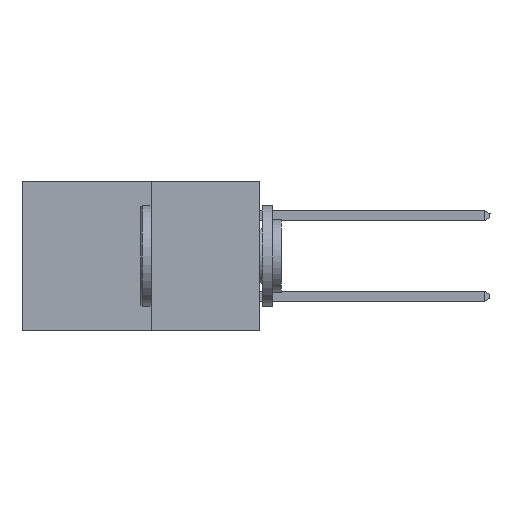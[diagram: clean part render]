
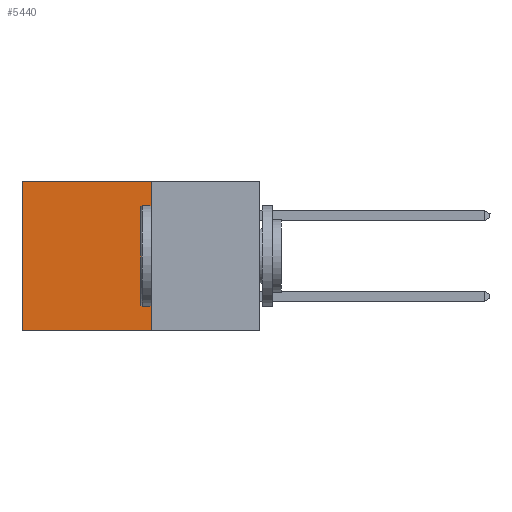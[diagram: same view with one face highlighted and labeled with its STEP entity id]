
A CAD part, left-side view. The second image highlights one B-rep face of the part: STEP entity #5440.
In plain terms, the highlighted planar face has unit normal (-1, 0, 0).
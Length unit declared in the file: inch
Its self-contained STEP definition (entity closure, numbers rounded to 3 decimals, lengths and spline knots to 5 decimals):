
#58 = DIRECTION ( 'NONE',  ( 1., 0., 0. ) ) ;
#107 = DIRECTION ( 'NONE',  ( 0., 1., 0. ) ) ;
#121 = EDGE_CURVE ( 'NONE', #6399, #6742, #2453, .T. ) ;
#2453 = LINE ( 'NONE', #9850, #5006 ) ;
#2575 = CARTESIAN_POINT ( 'NONE',  ( 0.277, 0.59, 0. ) ) ;
#2956 = ORIENTED_EDGE ( 'NONE', *, *, #121, .T. ) ;
#3303 = ORIENTED_EDGE ( 'NONE', *, *, #7482, .F. ) ;
#4702 = EDGE_CURVE ( 'NONE', #7404, #10505, #7792, .T. ) ;
#5006 = VECTOR ( 'NONE', #9815, 39.37008 ) ;
#5385 = EDGE_CURVE ( 'NONE', #7404, #6399, #11426, .T. ) ;
#5440 = ADVANCED_FACE ( 'NONE', ( #13182 ), #11756, .F. ) ;
#6399 = VERTEX_POINT ( 'NONE', #2575 ) ;
#6414 = CARTESIAN_POINT ( 'NONE',  ( 0.277, 0.59, -0.37 ) ) ;
#6539 = CARTESIAN_POINT ( 'NONE',  ( 0.277, 0.27, -0.37 ) ) ;
#6742 = VERTEX_POINT ( 'NONE', #6414 ) ;
#7404 = VERTEX_POINT ( 'NONE', #7467 ) ;
#7467 = CARTESIAN_POINT ( 'NONE',  ( 0.277, 0.27, 0. ) ) ;
#7482 = EDGE_CURVE ( 'NONE', #10505, #6742, #10233, .T. ) ;
#7562 = DIRECTION ( 'NONE',  ( 0., 0., -1. ) ) ;
#7792 = LINE ( 'NONE', #7964, #10314 ) ;
#7964 = CARTESIAN_POINT ( 'NONE',  ( 0.277, 0.27, -0.37 ) ) ;
#8488 = EDGE_LOOP ( 'NONE', ( #2956, #3303, #9639, #12721 ) ) ;
#9603 = CARTESIAN_POINT ( 'NONE',  ( 0.277, 0.27, 0. ) ) ;
#9639 = ORIENTED_EDGE ( 'NONE', *, *, #4702, .F. ) ;
#9754 = AXIS2_PLACEMENT_3D ( 'NONE', #6539, #58, #7562 ) ;
#9815 = DIRECTION ( 'NONE',  ( 0., 0., -1. ) ) ;
#9850 = CARTESIAN_POINT ( 'NONE',  ( 0.277, 0.59, -0.37 ) ) ;
#9896 = VECTOR ( 'NONE', #107, 39.37008 ) ;
#10233 = LINE ( 'NONE', #12820, #9896 ) ;
#10293 = CARTESIAN_POINT ( 'NONE',  ( 0.277, 0.27, -0.37 ) ) ;
#10314 = VECTOR ( 'NONE', #12967, 39.37008 ) ;
#10505 = VERTEX_POINT ( 'NONE', #10293 ) ;
#10675 = DIRECTION ( 'NONE',  ( 0., 1., 0. ) ) ;
#11098 = VECTOR ( 'NONE', #10675, 39.37008 ) ;
#11426 = LINE ( 'NONE', #9603, #11098 ) ;
#11756 = PLANE ( 'NONE',  #9754 ) ;
#12721 = ORIENTED_EDGE ( 'NONE', *, *, #5385, .T. ) ;
#12820 = CARTESIAN_POINT ( 'NONE',  ( 0.277, 0.27, -0.37 ) ) ;
#12967 = DIRECTION ( 'NONE',  ( 0., 0., -1. ) ) ;
#13182 = FACE_OUTER_BOUND ( 'NONE', #8488, .T. ) ;
